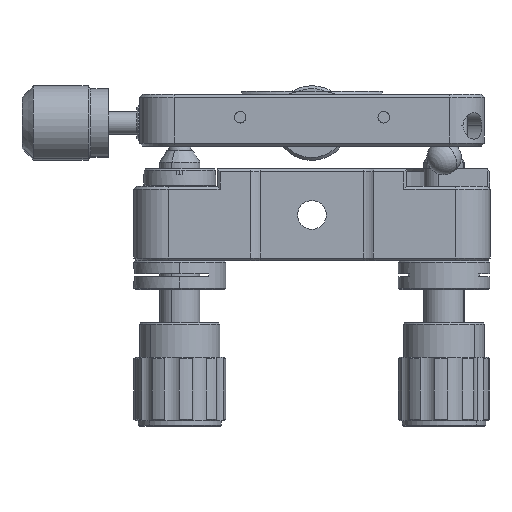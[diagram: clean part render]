
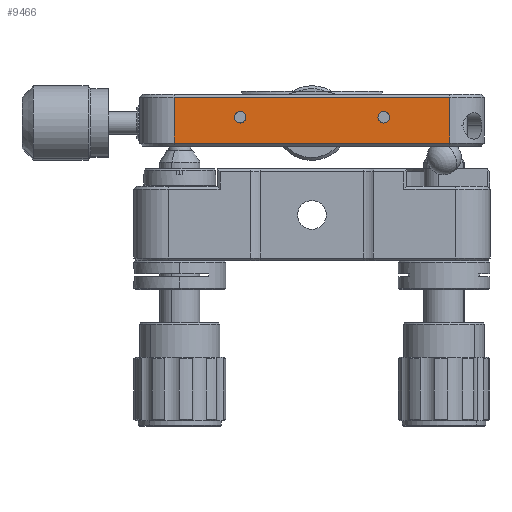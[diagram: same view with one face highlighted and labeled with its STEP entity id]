
A CAD part, front view. The second image highlights one B-rep face of the part: STEP entity #9466.
In plain terms, the highlighted planar face has unit normal (0, -1, 0).
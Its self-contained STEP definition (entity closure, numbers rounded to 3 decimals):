
#15 = DIRECTION ( 'NONE',  ( 0., 1., 0. ) ) ;
#170 = ORIENTED_EDGE ( 'NONE', *, *, #17522, .F. ) ;
#223 = FACE_BOUND ( 'NONE', #21486, .T. ) ;
#238 = EDGE_CURVE ( 'NONE', #5349, #3513, #7977, .T. ) ;
#744 = FACE_BOUND ( 'NONE', #9832, .T. ) ;
#877 = CARTESIAN_POINT ( 'NONE',  ( -12.5, -30., -4. ) ) ;
#915 = DIRECTION ( 'NONE',  ( 0., -1., 0. ) ) ;
#938 = EDGE_CURVE ( 'NONE', #3513, #5349, #16084, .T. ) ;
#1057 = LINE ( 'NONE', #21016, #18429 ) ;
#1184 = EDGE_CURVE ( 'NONE', #5523, #6617, #1057, .T. ) ;
#1837 = ORIENTED_EDGE ( 'NONE', *, *, #14464, .T. ) ;
#1982 = CARTESIAN_POINT ( 'NONE',  ( 24., -30., -8.5 ) ) ;
#2197 = CARTESIAN_POINT ( 'NONE',  ( 12.5, -30., -5. ) ) ;
#2486 = DIRECTION ( 'NONE',  ( 0., 0., 1. ) ) ;
#2539 = AXIS2_PLACEMENT_3D ( 'NONE', #877, #10895, #2486 ) ;
#2635 = DIRECTION ( 'NONE',  ( 0., 0., 1. ) ) ;
#3429 = CARTESIAN_POINT ( 'NONE',  ( -12.5, -30., -4. ) ) ;
#3513 = VERTEX_POINT ( 'NONE', #16107 ) ;
#4375 = AXIS2_PLACEMENT_3D ( 'NONE', #6055, #915, #17774 ) ;
#4588 = CARTESIAN_POINT ( 'NONE',  ( -24., -30., -8.5 ) ) ;
#4658 = DIRECTION ( 'NONE',  ( 0., -1., 0. ) ) ;
#4716 = FACE_OUTER_BOUND ( 'NONE', #15110, .T. ) ;
#5146 = CARTESIAN_POINT ( 'NONE',  ( 24., -30., -8.5 ) ) ;
#5237 = LINE ( 'NONE', #21575, #13673 ) ;
#5349 = VERTEX_POINT ( 'NONE', #5796 ) ;
#5523 = VERTEX_POINT ( 'NONE', #14638 ) ;
#5796 = CARTESIAN_POINT ( 'NONE',  ( -12.5, -30., -3. ) ) ;
#6031 = EDGE_CURVE ( 'NONE', #15688, #10516, #19027, .T. ) ;
#6055 = CARTESIAN_POINT ( 'NONE',  ( 12.5, -30., -4. ) ) ;
#6309 = DIRECTION ( 'NONE',  ( 0., 0., -1. ) ) ;
#6364 = AXIS2_PLACEMENT_3D ( 'NONE', #16723, #15, #6638 ) ;
#6617 = VERTEX_POINT ( 'NONE', #19913 ) ;
#6638 = DIRECTION ( 'NONE',  ( 0., 0., -1. ) ) ;
#6711 = ORIENTED_EDGE ( 'NONE', *, *, #238, .F. ) ;
#7977 = CIRCLE ( 'NONE', #2539, 1. ) ;
#8173 = LINE ( 'NONE', #19480, #13154 ) ;
#9466 = ADVANCED_FACE ( 'NONE', ( #223, #744, #4716 ), #18272, .F. ) ;
#9832 = EDGE_LOOP ( 'NONE', ( #19424, #170 ) ) ;
#10258 = DIRECTION ( 'NONE',  ( 1., 0., 0. ) ) ;
#10516 = VERTEX_POINT ( 'NONE', #2197 ) ;
#10885 = ORIENTED_EDGE ( 'NONE', *, *, #938, .F. ) ;
#10895 = DIRECTION ( 'NONE',  ( 0., -1., 0. ) ) ;
#10942 = DIRECTION ( 'NONE',  ( -1., 0., 0. ) ) ;
#11249 = ORIENTED_EDGE ( 'NONE', *, *, #21743, .T. ) ;
#11436 = CARTESIAN_POINT ( 'NONE',  ( 12.5, -30., -4. ) ) ;
#12318 = CARTESIAN_POINT ( 'NONE',  ( 12.5, -30., -3. ) ) ;
#13154 = VECTOR ( 'NONE', #2635, 1000. ) ;
#13673 = VECTOR ( 'NONE', #6309, 1000. ) ;
#13698 = AXIS2_PLACEMENT_3D ( 'NONE', #3429, #15149, #17050 ) ;
#14361 = VERTEX_POINT ( 'NONE', #4588 ) ;
#14464 = EDGE_CURVE ( 'NONE', #14361, #20143, #19657, .T. ) ;
#14487 = ORIENTED_EDGE ( 'NONE', *, *, #21619, .T. ) ;
#14638 = CARTESIAN_POINT ( 'NONE',  ( 24., -30., -0.5 ) ) ;
#14657 = DIRECTION ( 'NONE',  ( 0., 0., 1. ) ) ;
#15110 = EDGE_LOOP ( 'NONE', ( #14487, #18178, #11249, #1837 ) ) ;
#15149 = DIRECTION ( 'NONE',  ( 0., -1., 0. ) ) ;
#15688 = VERTEX_POINT ( 'NONE', #12318 ) ;
#16084 = CIRCLE ( 'NONE', #13698, 1. ) ;
#16107 = CARTESIAN_POINT ( 'NONE',  ( -12.5, -30., -5. ) ) ;
#16723 = CARTESIAN_POINT ( 'NONE',  ( 30., -30., -9. ) ) ;
#17050 = DIRECTION ( 'NONE',  ( 0., 0., 1. ) ) ;
#17522 = EDGE_CURVE ( 'NONE', #10516, #15688, #20284, .T. ) ;
#17774 = DIRECTION ( 'NONE',  ( 0., 0., 1. ) ) ;
#18178 = ORIENTED_EDGE ( 'NONE', *, *, #1184, .T. ) ;
#18272 = PLANE ( 'NONE',  #6364 ) ;
#18429 = VECTOR ( 'NONE', #10942, 1000. ) ;
#18584 = VECTOR ( 'NONE', #10258, 1000. ) ;
#19027 = CIRCLE ( 'NONE', #4375, 1. ) ;
#19035 = AXIS2_PLACEMENT_3D ( 'NONE', #11436, #4658, #14657 ) ;
#19424 = ORIENTED_EDGE ( 'NONE', *, *, #6031, .F. ) ;
#19480 = CARTESIAN_POINT ( 'NONE',  ( 24., -30., -9. ) ) ;
#19657 = LINE ( 'NONE', #1982, #18584 ) ;
#19913 = CARTESIAN_POINT ( 'NONE',  ( -24., -30., -0.5 ) ) ;
#20143 = VERTEX_POINT ( 'NONE', #5146 ) ;
#20284 = CIRCLE ( 'NONE', #19035, 1. ) ;
#21016 = CARTESIAN_POINT ( 'NONE',  ( 30., -30., -0.5 ) ) ;
#21486 = EDGE_LOOP ( 'NONE', ( #6711, #10885 ) ) ;
#21575 = CARTESIAN_POINT ( 'NONE',  ( -24., -30., -9. ) ) ;
#21619 = EDGE_CURVE ( 'NONE', #20143, #5523, #8173, .T. ) ;
#21743 = EDGE_CURVE ( 'NONE', #6617, #14361, #5237, .T. ) ;
